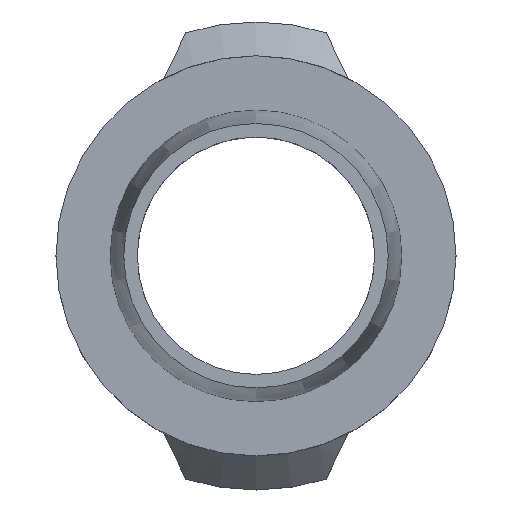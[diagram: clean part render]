
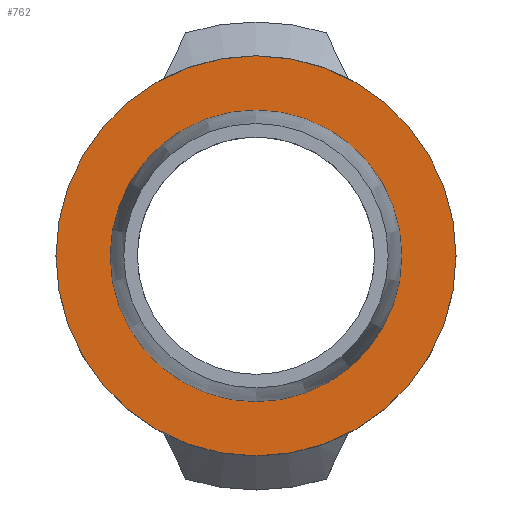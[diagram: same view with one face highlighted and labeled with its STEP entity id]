
A CAD part, top view. The second image highlights one B-rep face of the part: STEP entity #762.
In plain terms, the highlighted planar face has unit normal (0, 0, 1).
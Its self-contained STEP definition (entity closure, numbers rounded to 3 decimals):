
#25=FACE_BOUND('',#139,.T.);
#41=PLANE('',#865);
#96=FACE_OUTER_BOUND('',#138,.T.);
#138=EDGE_LOOP('',(#693,#694));
#139=EDGE_LOOP('',(#695,#696));
#191=CIRCLE('',#863,21.5);
#192=CIRCLE('',#864,21.5);
#193=CIRCLE('',#866,29.5);
#194=CIRCLE('',#867,29.5);
#372=VERTEX_POINT('',#1399);
#373=VERTEX_POINT('',#1400);
#374=VERTEX_POINT('',#1405);
#375=VERTEX_POINT('',#1406);
#482=EDGE_CURVE('',#372,#373,#191,.T.);
#483=EDGE_CURVE('',#373,#372,#192,.T.);
#485=EDGE_CURVE('',#374,#375,#193,.T.);
#486=EDGE_CURVE('',#375,#374,#194,.T.);
#693=ORIENTED_EDGE('',*,*,#485,.F.);
#694=ORIENTED_EDGE('',*,*,#486,.F.);
#695=ORIENTED_EDGE('',*,*,#482,.T.);
#696=ORIENTED_EDGE('',*,*,#483,.T.);
#762=ADVANCED_FACE('',(#96,#25),#41,.T.);
#863=AXIS2_PLACEMENT_3D('',#1401,#1078,#1079);
#864=AXIS2_PLACEMENT_3D('',#1402,#1080,#1081);
#865=AXIS2_PLACEMENT_3D('',#1404,#1083,#1084);
#866=AXIS2_PLACEMENT_3D('',#1407,#1085,#1086);
#867=AXIS2_PLACEMENT_3D('',#1408,#1087,#1088);
#1078=DIRECTION('center_axis',(0.,0.,-1.));
#1079=DIRECTION('ref_axis',(1.,0.,0.));
#1080=DIRECTION('center_axis',(0.,0.,-1.));
#1081=DIRECTION('ref_axis',(1.,0.,0.));
#1083=DIRECTION('center_axis',(0.,0.,1.));
#1084=DIRECTION('ref_axis',(1.,0.,0.));
#1085=DIRECTION('center_axis',(0.,0.,-1.));
#1086=DIRECTION('ref_axis',(1.,0.,0.));
#1087=DIRECTION('center_axis',(0.,0.,-1.));
#1088=DIRECTION('ref_axis',(1.,0.,0.));
#1399=CARTESIAN_POINT('',(0.,21.5,20.));
#1400=CARTESIAN_POINT('',(0.,-21.5,20.));
#1401=CARTESIAN_POINT('Origin',(0.,0.,20.));
#1402=CARTESIAN_POINT('Origin',(0.,0.,20.));
#1404=CARTESIAN_POINT('Origin',(0.,29.5,20.));
#1405=CARTESIAN_POINT('',(0.,29.5,20.));
#1406=CARTESIAN_POINT('',(0.,-29.5,20.));
#1407=CARTESIAN_POINT('Origin',(0.,0.,20.));
#1408=CARTESIAN_POINT('Origin',(0.,0.,20.));
